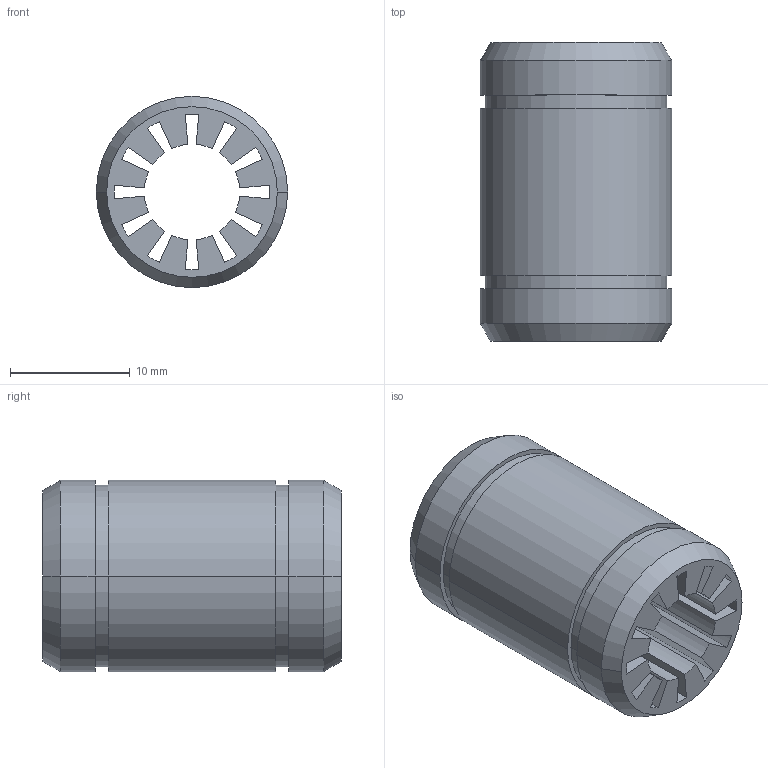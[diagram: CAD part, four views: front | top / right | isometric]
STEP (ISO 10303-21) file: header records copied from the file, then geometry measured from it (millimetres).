
FILE_DESCRIPTION(('no description'),'unknown implementation level');
FILE_NAME('RJMP_01_08_2.stp',' ',('igus GmbH'),('CADClick - KiM GmbH - www.kimweb.de'),'unknown preprocess','ACIS','unknown authorization');
FILE_SCHEMA(('automotive_design'));
Length unit declared in the file: millimetre
Products named in the file (1): RJMP-01-08
Bounding box: 16 x 25 x 16 mm (x, y, z)
Volume: 2976.6 mm3; surface area: 3766.9 mm2
Topology: 1 solids, 1 shells, 68 faces, 182 edges, 120 vertices
Faces by surface type: cylinder 34, plane 30, cone 4
Entity records: 4228 total; most frequent: DIRECTION 392, STYLED_ITEM 371, PRESENTATION_STYLE_ASSIGNMENT 371, CARTESIAN_POINT 371, COLOUR_RGB 371, ORIENTED_EDGE 364, EDGE_CURVE 182, CURVE_STYLE 182
